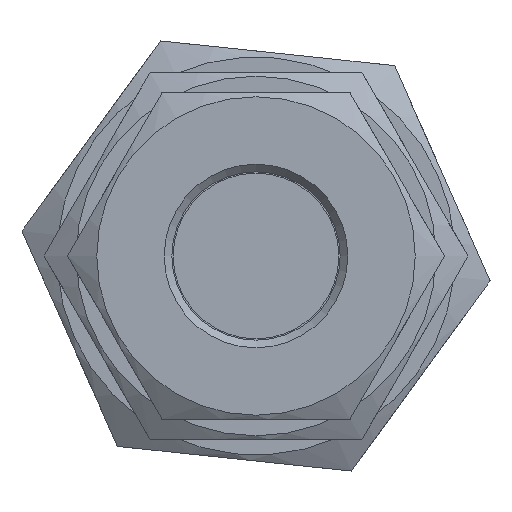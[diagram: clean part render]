
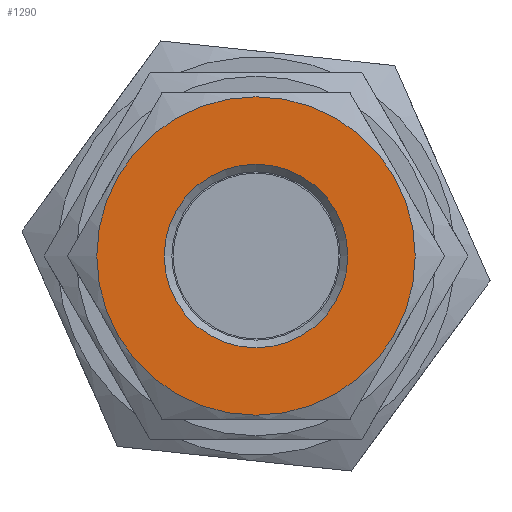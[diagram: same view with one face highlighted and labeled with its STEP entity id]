
A CAD part, left-side view. The second image highlights one B-rep face of the part: STEP entity #1290.
In plain terms, the highlighted planar face has unit normal (-1, 0, 0).
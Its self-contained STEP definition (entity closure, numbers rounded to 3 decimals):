
#1028=CARTESIAN_POINT('',(-13.504,-8.73,-1.818));
#1029=VERTEX_POINT('',#1028);
#1030=CARTESIAN_POINT('',(-13.504,-6.942,-4.914));
#1031=DIRECTION('',(-1.0,0.,0.));
#1032=DIRECTION('',(0.,0.5,-0.866));
#1033=AXIS2_PLACEMENT_3D('',#1030,#1031,#1032);
#1034=CIRCLE('',#1033,3.575);
#1035=EDGE_CURVE('',#1029,#1029,#1034,.T.);
#1271=CARTESIAN_POINT('',(-13.504,-5.392,-7.598));
#1272=DIRECTION('',(-1.0,0.0,0.0));
#1273=DIRECTION('',(0.0,0.866,0.5));
#1274=AXIS2_PLACEMENT_3D('',#1271,#1272,#1273);
#1275=PLANE('',#1274);
#1276=CARTESIAN_POINT('',(-13.504,-3.842,-10.283));
#1277=VERTEX_POINT('',#1276);
#1278=CARTESIAN_POINT('',(-13.504,-6.942,-4.914));
#1279=DIRECTION('',(1.0,0.,0.));
#1280=DIRECTION('',(0.,0.5,-0.866));
#1281=AXIS2_PLACEMENT_3D('',#1278,#1279,#1280);
#1282=CIRCLE('',#1281,6.2);
#1283=EDGE_CURVE('',#1277,#1277,#1282,.T.);
#1284=ORIENTED_EDGE('',*,*,#1283,.F.);
#1285=EDGE_LOOP('',(#1284));
#1286=FACE_OUTER_BOUND('',#1285,.T.);
#1287=ORIENTED_EDGE('',*,*,#1035,.F.);
#1288=EDGE_LOOP('',(#1287));
#1289=FACE_BOUND('',#1288,.T.);
#1290=ADVANCED_FACE('',(#1286,#1289),#1275,.T.);
